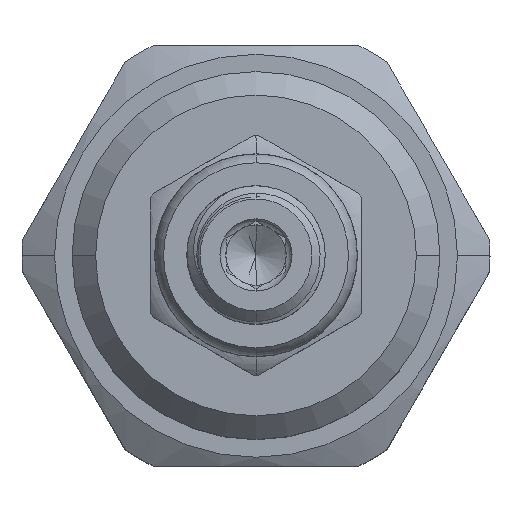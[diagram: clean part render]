
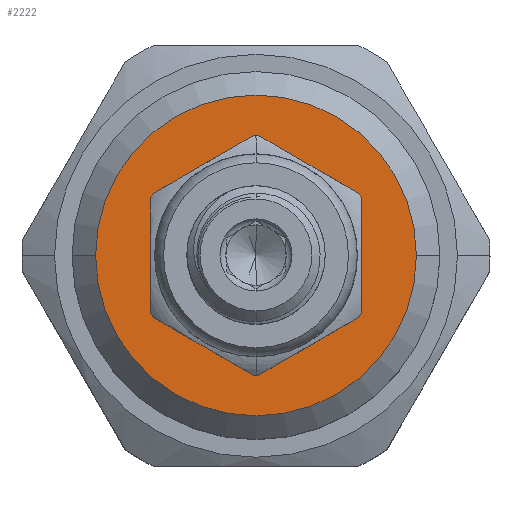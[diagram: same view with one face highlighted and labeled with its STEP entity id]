
A CAD part, top view. The second image highlights one B-rep face of the part: STEP entity #2222.
In plain terms, the highlighted planar face has unit normal (0, 0, 1).
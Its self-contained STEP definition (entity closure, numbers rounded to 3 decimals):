
#793 = VERTEX_POINT ( 'NONE', #9064 ) ;
#835 = VERTEX_POINT ( 'NONE', #8922 ) ;
#1070 = EDGE_LOOP ( 'NONE', ( #9910, #9908 ) ) ;
#1215 = VERTEX_POINT ( 'NONE', #9177 ) ;
#1349 = EDGE_LOOP ( 'NONE', ( #9914, #9912 ) ) ;
#1608 = EDGE_CURVE ( 'NONE', #12415, #1215, #11755, .T. ) ;
#1609 = EDGE_CURVE ( 'NONE', #835, #793, #11754, .T. ) ;
#1914 = EDGE_CURVE ( 'NONE', #1215, #12415, #11361, .T. ) ;
#2222 = ADVANCED_FACE ( 'NONE', ( #2779, #2781 ), #6353, .T. ) ;
#2779 = FACE_BOUND ( 'NONE', #1349, .T. ) ;
#2781 = FACE_OUTER_BOUND ( 'NONE', #1070, .T. ) ;
#2986 = CIRCLE ( 'NONE', #3709, 6.875 ) ;
#3285 = CARTESIAN_POINT ( 'NONE',  ( 0., 0., 15.855 ) ) ;
#3291 = DIRECTION ( 'NONE',  ( 0., 0., 1. ) ) ;
#3351 = DIRECTION ( 'NONE',  ( 0., 0., -1. ) ) ;
#3353 = DIRECTION ( 'NONE',  ( 0., -1., 0. ) ) ;
#3446 = DIRECTION ( 'NONE',  ( 1., 0., 0. ) ) ;
#3447 = CARTESIAN_POINT ( 'NONE',  ( 0., 0., 15.855 ) ) ;
#3709 = AXIS2_PLACEMENT_3D ( 'NONE', #8749, #8750, #8751 ) ;
#3793 = AXIS2_PLACEMENT_3D ( 'NONE', #6350, #6355, #6356 ) ;
#5011 = AXIS2_PLACEMENT_3D ( 'NONE', #10660, #10661, #10662 ) ;
#5225 = EDGE_CURVE ( 'NONE', #793, #835, #2986, .T. ) ;
#5284 = AXIS2_PLACEMENT_3D ( 'NONE', #3285, #3291, #3446 ) ;
#5290 = AXIS2_PLACEMENT_3D ( 'NONE', #3447, #3351, #3353 ) ;
#6350 = CARTESIAN_POINT ( 'NONE',  ( 0., 0., 15.855 ) ) ;
#6353 = PLANE ( 'NONE',  #3793 ) ;
#6355 = DIRECTION ( 'NONE',  ( 0., 0., 1. ) ) ;
#6356 = DIRECTION ( 'NONE',  ( 1., 0., 0. ) ) ;
#8749 = CARTESIAN_POINT ( 'NONE',  ( 0., 0., 15.855 ) ) ;
#8750 = DIRECTION ( 'NONE',  ( 0., 0., -1. ) ) ;
#8751 = DIRECTION ( 'NONE',  ( 0., -1., 0. ) ) ;
#8761 = CARTESIAN_POINT ( 'NONE',  ( -10.9, 0., 15.855 ) ) ;
#8922 = CARTESIAN_POINT ( 'NONE',  ( 0., 6.875, 15.855 ) ) ;
#9064 = CARTESIAN_POINT ( 'NONE',  ( 0., -6.875, 15.855 ) ) ;
#9177 = CARTESIAN_POINT ( 'NONE',  ( 10.9, 0., 15.855 ) ) ;
#9908 = ORIENTED_EDGE ( 'NONE', *, *, #1914, .T. ) ;
#9910 = ORIENTED_EDGE ( 'NONE', *, *, #1608, .T. ) ;
#9912 = ORIENTED_EDGE ( 'NONE', *, *, #5225, .T. ) ;
#9914 = ORIENTED_EDGE ( 'NONE', *, *, #1609, .T. ) ;
#10660 = CARTESIAN_POINT ( 'NONE',  ( 0., 0., 15.855 ) ) ;
#10661 = DIRECTION ( 'NONE',  ( 0., 0., 1. ) ) ;
#10662 = DIRECTION ( 'NONE',  ( 1., 0., 0. ) ) ;
#11361 = CIRCLE ( 'NONE', #5011, 10.9 ) ;
#11754 = CIRCLE ( 'NONE', #5290, 6.875 ) ;
#11755 = CIRCLE ( 'NONE', #5284, 10.9 ) ;
#12415 = VERTEX_POINT ( 'NONE', #8761 ) ;
